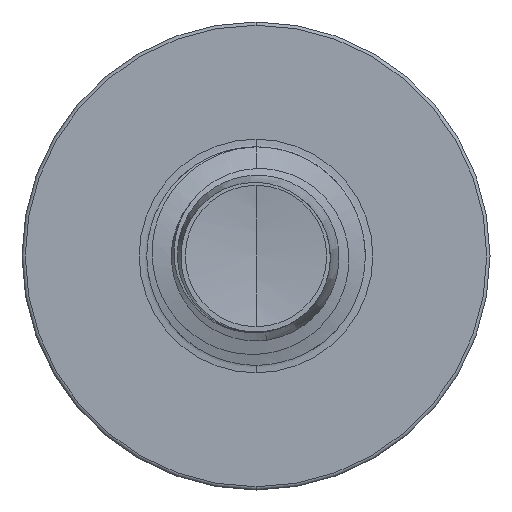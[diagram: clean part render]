
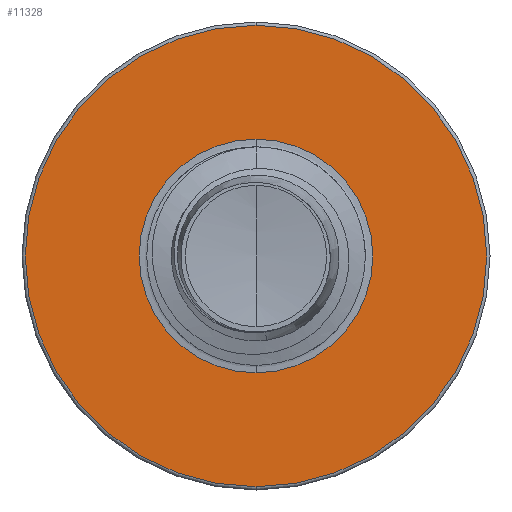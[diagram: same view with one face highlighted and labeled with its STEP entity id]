
A CAD part, front view. The second image highlights one B-rep face of the part: STEP entity #11328.
In plain terms, the highlighted planar face has unit normal (0, -1, 0).
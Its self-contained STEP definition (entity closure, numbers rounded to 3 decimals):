
#265 = EDGE_LOOP ( 'NONE', ( #3818, #652 ) ) ;
#376 = CARTESIAN_POINT ( 'NONE',  ( 0., 3.5, -1.872 ) ) ;
#652 = ORIENTED_EDGE ( 'NONE', *, *, #11235, .F. ) ;
#1087 = CARTESIAN_POINT ( 'NONE',  ( 0., 3.5, 3.698 ) ) ;
#1655 = DIRECTION ( 'NONE',  ( 0., 0., 1. ) ) ;
#1660 = DIRECTION ( 'NONE',  ( 0., 1., 0. ) ) ;
#1679 = CARTESIAN_POINT ( 'NONE',  ( 0., 3.5, 0. ) ) ;
#1705 = CARTESIAN_POINT ( 'NONE',  ( 0., 3.5, 1.872 ) ) ;
#2812 = CIRCLE ( 'NONE', #6747, 3.698 ) ;
#3357 = ORIENTED_EDGE ( 'NONE', *, *, #11753, .T. ) ;
#3818 = ORIENTED_EDGE ( 'NONE', *, *, #5788, .F. ) ;
#3997 = CIRCLE ( 'NONE', #10515, 1.872 ) ;
#5788 = EDGE_CURVE ( 'NONE', #9499, #12342, #6527, .T. ) ;
#6527 = CIRCLE ( 'NONE', #10871, 3.698 ) ;
#6747 = AXIS2_PLACEMENT_3D ( 'NONE', #8675, #8665, #8662 ) ;
#7203 = DIRECTION ( 'NONE',  ( 0., 0., 1. ) ) ;
#7244 = DIRECTION ( 'NONE',  ( 0., 1., 0. ) ) ;
#7340 = CARTESIAN_POINT ( 'NONE',  ( 0., 3.5, 0. ) ) ;
#7438 = DIRECTION ( 'NONE',  ( 0., 0., 1. ) ) ;
#7441 = DIRECTION ( 'NONE',  ( 0., 1., 0. ) ) ;
#7456 = CARTESIAN_POINT ( 'NONE',  ( 0., 3.5, 0. ) ) ;
#7568 = ORIENTED_EDGE ( 'NONE', *, *, #11544, .T. ) ;
#7639 = DIRECTION ( 'NONE',  ( 0., 0., 1. ) ) ;
#7651 = DIRECTION ( 'NONE',  ( 0., 1., 0. ) ) ;
#7670 = CARTESIAN_POINT ( 'NONE',  ( 0., 3.5, -1.872 ) ) ;
#7690 = PLANE ( 'NONE',  #11687 ) ;
#8393 = FACE_OUTER_BOUND ( 'NONE', #265, .T. ) ;
#8438 = VERTEX_POINT ( 'NONE', #376 ) ;
#8662 = DIRECTION ( 'NONE',  ( 0., 0., 1. ) ) ;
#8665 = DIRECTION ( 'NONE',  ( 0., 1., 0. ) ) ;
#8675 = CARTESIAN_POINT ( 'NONE',  ( 0., 3.5, 0. ) ) ;
#9499 = VERTEX_POINT ( 'NONE', #1087 ) ;
#10333 = AXIS2_PLACEMENT_3D ( 'NONE', #7456, #7441, #7438 ) ;
#10515 = AXIS2_PLACEMENT_3D ( 'NONE', #1679, #1660, #1655 ) ;
#10871 = AXIS2_PLACEMENT_3D ( 'NONE', #7340, #7244, #7203 ) ;
#11192 = EDGE_LOOP ( 'NONE', ( #7568, #3357 ) ) ;
#11235 = EDGE_CURVE ( 'NONE', #12342, #9499, #2812, .T. ) ;
#11328 = ADVANCED_FACE ( 'NONE', ( #8393, #11915 ), #7690, .F. ) ;
#11544 = EDGE_CURVE ( 'NONE', #11553, #8438, #3997, .T. ) ;
#11553 = VERTEX_POINT ( 'NONE', #1705 ) ;
#11627 = CIRCLE ( 'NONE', #10333, 1.872 ) ;
#11687 = AXIS2_PLACEMENT_3D ( 'NONE', #7670, #7651, #7639 ) ;
#11753 = EDGE_CURVE ( 'NONE', #8438, #11553, #11627, .T. ) ;
#11843 = CARTESIAN_POINT ( 'NONE',  ( 0., 3.5, -3.697 ) ) ;
#11915 = FACE_BOUND ( 'NONE', #11192, .T. ) ;
#12342 = VERTEX_POINT ( 'NONE', #11843 ) ;
